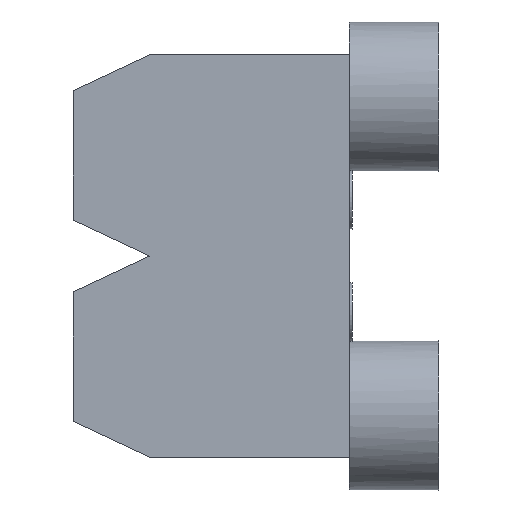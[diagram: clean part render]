
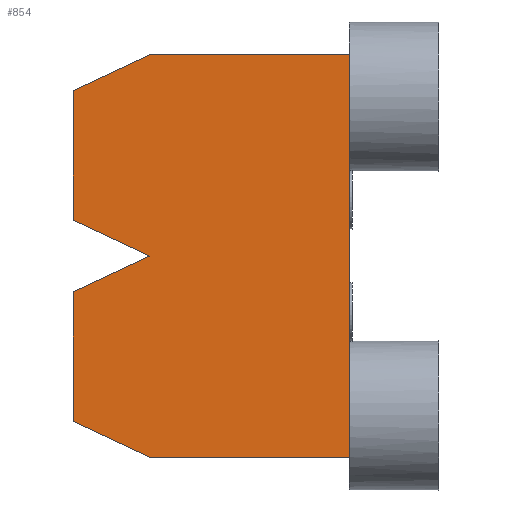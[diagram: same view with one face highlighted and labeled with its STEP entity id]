
A CAD part, left-side view. The second image highlights one B-rep face of the part: STEP entity #854.
In plain terms, the highlighted planar face has unit normal (-1, 0, 0).
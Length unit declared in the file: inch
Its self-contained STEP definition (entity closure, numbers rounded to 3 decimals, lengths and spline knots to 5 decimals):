
#62=PLANE('',#949);
#107=FACE_OUTER_BOUND('',#172,.T.);
#172=EDGE_LOOP('',(#756,#757,#758,#759,#760,#761,#762,#763,#764));
#182=LINE('',#1236,#259);
#225=LINE('',#1374,#302);
#229=LINE('',#1381,#306);
#237=LINE('',#1398,#314);
#240=LINE('',#1403,#317);
#242=LINE('',#1407,#319);
#243=LINE('',#1410,#320);
#247=LINE('',#1416,#324);
#250=LINE('',#1422,#327);
#259=VECTOR('',#997,0.3937);
#302=VECTOR('',#1144,0.3937);
#306=VECTOR('',#1150,0.3937);
#314=VECTOR('',#1162,0.3937);
#317=VECTOR('',#1167,0.3937);
#319=VECTOR('',#1171,0.3937);
#320=VECTOR('',#1174,0.3937);
#324=VECTOR('',#1180,0.3937);
#327=VECTOR('',#1187,0.3937);
#380=VERTEX_POINT('',#1233);
#381=VERTEX_POINT('',#1235);
#423=VERTEX_POINT('',#1371);
#424=VERTEX_POINT('',#1373);
#426=VERTEX_POINT('',#1379);
#433=VERTEX_POINT('',#1397);
#434=VERTEX_POINT('',#1401);
#435=VERTEX_POINT('',#1405);
#436=VERTEX_POINT('',#1409);
#459=EDGE_CURVE('',#380,#381,#182,.T.);
#525=EDGE_CURVE('',#423,#424,#225,.T.);
#529=EDGE_CURVE('',#426,#423,#229,.T.);
#537=EDGE_CURVE('',#433,#426,#237,.T.);
#540=EDGE_CURVE('',#434,#433,#240,.T.);
#542=EDGE_CURVE('',#435,#434,#242,.T.);
#543=EDGE_CURVE('',#436,#435,#243,.T.);
#547=EDGE_CURVE('',#381,#436,#247,.T.);
#550=EDGE_CURVE('',#380,#424,#250,.T.);
#756=ORIENTED_EDGE('',*,*,#525,.F.);
#757=ORIENTED_EDGE('',*,*,#529,.F.);
#758=ORIENTED_EDGE('',*,*,#537,.F.);
#759=ORIENTED_EDGE('',*,*,#540,.F.);
#760=ORIENTED_EDGE('',*,*,#542,.F.);
#761=ORIENTED_EDGE('',*,*,#543,.F.);
#762=ORIENTED_EDGE('',*,*,#547,.F.);
#763=ORIENTED_EDGE('',*,*,#459,.F.);
#764=ORIENTED_EDGE('',*,*,#550,.T.);
#854=ADVANCED_FACE('',(#107),#62,.T.);
#949=AXIS2_PLACEMENT_3D('',#1421,#1185,#1186);
#997=DIRECTION('',(0.,0.,-1.));
#1144=DIRECTION('',(0.,-0.906,0.423));
#1150=DIRECTION('',(0.,0.,1.));
#1162=DIRECTION('',(0.,0.906,0.423));
#1167=DIRECTION('',(0.,-0.906,0.423));
#1171=DIRECTION('',(0.,0.,1.));
#1174=DIRECTION('',(0.,0.906,0.423));
#1180=DIRECTION('',(0.,1.,0.));
#1185=DIRECTION('center_axis',(-1.,0.,0.));
#1186=DIRECTION('ref_axis',(0.,0.,1.));
#1187=DIRECTION('',(0.,1.,0.));
#1233=CARTESIAN_POINT('',(-0.4948,0.,-0.00193));
#1235=CARTESIAN_POINT('',(-0.4948,0.,-0.67593));
#1236=CARTESIAN_POINT('',(-0.4948,0.,-0.00193));
#1371=CARTESIAN_POINT('',(-0.4948,0.4625,-0.06193));
#1373=CARTESIAN_POINT('',(-0.4948,0.33383,-0.00193));
#1374=CARTESIAN_POINT('',(-0.4948,0.35797,-0.01319));
#1379=CARTESIAN_POINT('',(-0.4948,0.4625,-0.27893));
#1381=CARTESIAN_POINT('',(-0.4948,0.4625,-0.33893));
#1397=CARTESIAN_POINT('',(-0.4948,0.33383,-0.33893));
#1398=CARTESIAN_POINT('',(-0.4948,0.16436,-0.41796));
#1401=CARTESIAN_POINT('',(-0.4948,0.4625,-0.39893));
#1403=CARTESIAN_POINT('',(-0.4948,0.29343,-0.32009));
#1405=CARTESIAN_POINT('',(-0.4948,0.4625,-0.61593));
#1407=CARTESIAN_POINT('',(-0.4948,0.4625,-0.33893));
#1409=CARTESIAN_POINT('',(-0.4948,0.33383,-0.67593));
#1410=CARTESIAN_POINT('',(-0.4948,0.22889,-0.72486));
#1416=CARTESIAN_POINT('',(-0.4948,0.,-0.67593));
#1421=CARTESIAN_POINT('Origin',(-0.4948,0.,-0.67593));
#1422=CARTESIAN_POINT('',(-0.4948,0.,-0.00193));
